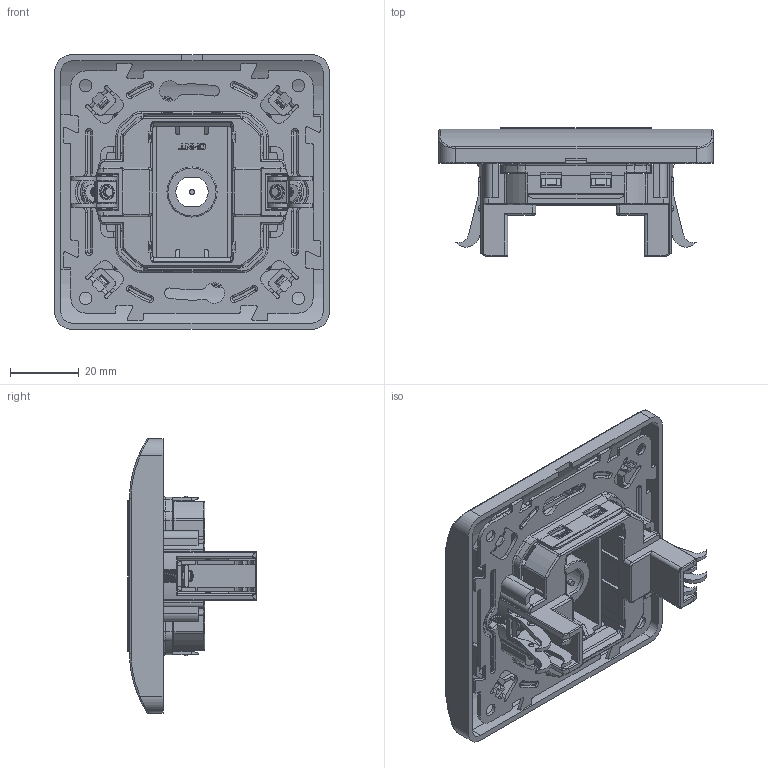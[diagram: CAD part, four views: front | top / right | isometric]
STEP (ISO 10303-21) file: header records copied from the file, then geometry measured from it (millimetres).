
FILE_DESCRIPTION((''),'2;1');
FILE_NAME('ASM0041_ASM_ASM_ASM','2023-12-28T',('wznwsJS'),(''),'PRO/ENGINEER BY PARAMETRIC TECHNOLOGY CORPORATION, 2008380','PRO/ENGINEER BY PARAMETRIC TECHNOLOGY CORPORATION, 2008380','');
FILE_SCHEMA(('CONFIG_CONTROL_DESIGN'));
Length unit declared in the file: millimetre
Products named in the file (15): PRT0167; U_T_ZJ_12; KZ_U_2; AZLD_3; ASM0052_ASM_ASM_ASM; MB_U_12_1; PRT0168; PRT0169; ASM0053_ASM_ASM_ASM; ASM0051_ASM_ASM_ASM; ASM0042_ASM_ASM_ASM; ASM0002_ASM_ASM; ASM0001_ASM; BREP_WITH_VOIDS_327850; ASM0041_ASM_ASM_ASM
Assembly tree (18 placements, depth 7):
  ASM0041_ASM_ASM_ASM
    ASM0001_ASM
      ASM0002_ASM_ASM
        ASM0042_ASM_ASM_ASM
          ASM0051_ASM_ASM_ASM
            ASM0052_ASM_ASM_ASM
              PRT0167
              U_T_ZJ_12
              KZ_U_2  x4
              AZLD_3  x2
            MB_U_12_1
            PRT0168
            ASM0053_ASM_ASM_ASM
              PRT0169
    BREP_WITH_VOIDS_327850
Bounding box: 80 x 37.5 x 80 mm (x, y, z)
Volume: 33944.1 mm3; surface area: 47460.4 mm2
Topology: 12 solids, 12 shells, 2190 faces, 6118 edges, 3982 vertices
Faces by surface type: plane 1123, cylinder 700, torus 186, bspline 88, cone 40, extrusion 33, sphere 20
Entity records: 69589 total; most frequent: CARTESIAN_POINT 19062, ORIENTED_EDGE 10812, DIRECTION 10397, EDGE_CURVE 5406, AXIS2_PLACEMENT_3D 3602, VERTEX_POINT 3522, VECTOR 3193, LINE 3160
